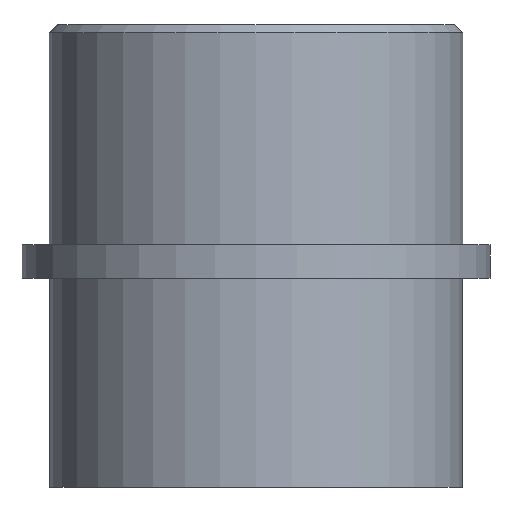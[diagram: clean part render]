
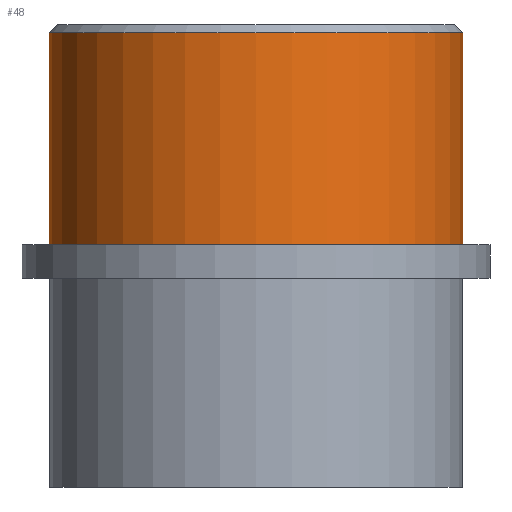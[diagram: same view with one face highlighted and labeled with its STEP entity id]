
A CAD part, front view. The second image highlights one B-rep face of the part: STEP entity #48.
In plain terms, the highlighted cylindrical face has radius 37.59 mm (diameter 75.18 mm), a partial arc.
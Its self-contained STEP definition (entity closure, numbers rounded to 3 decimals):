
#48=ADVANCED_FACE('',(#103),#104,.T.);
#103=FACE_OUTER_BOUND('',#167,.T.);
#104=CYLINDRICAL_SURFACE('',#168,37.59);
#167=EDGE_LOOP('',(#240,#241,#242,#243));
#168=AXIS2_PLACEMENT_3D('',#244,#245,#246);
#240=ORIENTED_EDGE('',*,*,#368,.F.);
#241=ORIENTED_EDGE('',*,*,#369,.F.);
#242=ORIENTED_EDGE('',*,*,#370,.F.);
#243=ORIENTED_EDGE('',*,*,#364,.F.);
#244=CARTESIAN_POINT('',(0.0,0.0,63.218));
#245=DIRECTION('',(0.0,0.0,1.0));
#246=DIRECTION('',(-1.0,0.0,0.0));
#364=EDGE_CURVE('',#423,#426,#427,.T.);
#368=EDGE_CURVE('',#432,#423,#433,.T.);
#369=EDGE_CURVE('',#434,#432,#435,.T.);
#370=EDGE_CURVE('',#426,#434,#436,.T.);
#423=VERTEX_POINT('',#501);
#426=VERTEX_POINT('',#505);
#427=CIRCLE('',#506,37.59);
#432=VERTEX_POINT('',#512);
#433=LINE('',#513,#514);
#434=VERTEX_POINT('',#515);
#435=CIRCLE('',#516,37.59);
#436=LINE('',#517,#518);
#501=CARTESIAN_POINT('',(-37.59,0.0,82.525));
#505=CARTESIAN_POINT('',(37.59,0.,82.525));
#506=AXIS2_PLACEMENT_3D('',#581,#582,#583);
#512=CARTESIAN_POINT('',(-37.59,0.,44.0));
#513=CARTESIAN_POINT('',(-37.59,0.,63.218));
#514=VECTOR('',#588,1.0);
#515=CARTESIAN_POINT('',(37.59,0.,44.0));
#516=AXIS2_PLACEMENT_3D('',#589,#590,#591);
#517=CARTESIAN_POINT('',(37.59,0.,63.218));
#518=VECTOR('',#592,1.0);
#581=CARTESIAN_POINT('',(0.0,0.0,82.525));
#582=DIRECTION('',(0.0,0.0,1.0));
#583=DIRECTION('',(-1.0,0.0,0.0));
#588=DIRECTION('',(0.0,0.0,1.0));
#589=CARTESIAN_POINT('',(0.0,0.0,44.0));
#590=DIRECTION('',(-0.0,0.0,-1.0));
#591=DIRECTION('',(-1.0,0.0,0.0));
#592=DIRECTION('',(-0.0,-0.0,-1.0));
